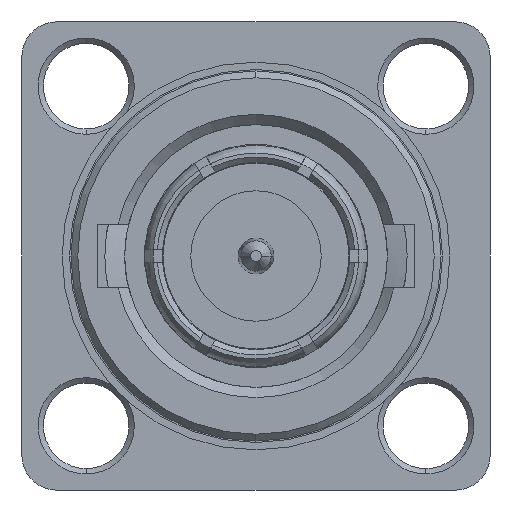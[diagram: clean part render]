
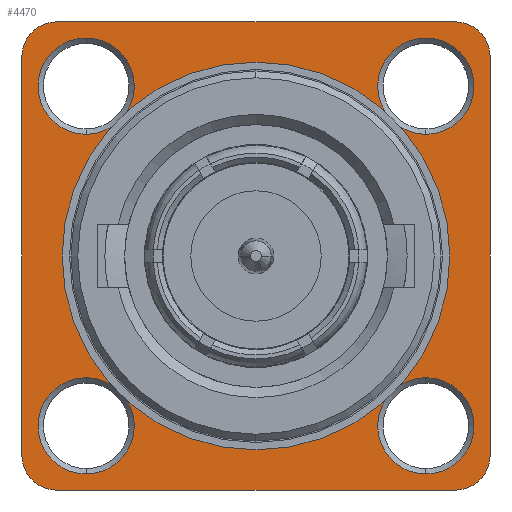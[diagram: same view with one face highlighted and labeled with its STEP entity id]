
A CAD part, left-side view. The second image highlights one B-rep face of the part: STEP entity #4470.
In plain terms, the highlighted planar face has unit normal (-1, 0, 0).
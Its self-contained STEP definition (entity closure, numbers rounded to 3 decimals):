
#1522=CARTESIAN_POINT('',(17.512,7.48,7.48));
#1523=DIRECTION('',(-1.,0.,0.));
#1524=DIRECTION('',(0.,0.,1.));
#1525=AXIS2_PLACEMENT_3D('',#1522,#1523,#1524);
#1527=CARTESIAN_POINT('',(17.512,-7.48,7.48));
#1528=DIRECTION('',(-1.,0.,0.));
#1529=DIRECTION('',(0.,-1.,0.));
#1530=AXIS2_PLACEMENT_3D('',#1527,#1528,#1529);
#1532=CARTESIAN_POINT('',(17.512,-7.48,-7.48));
#1533=DIRECTION('',(-1.,0.,0.));
#1534=DIRECTION('',(0.,0.,-1.));
#1535=AXIS2_PLACEMENT_3D('',#1532,#1533,#1534);
#1537=CARTESIAN_POINT('',(17.512,7.48,-7.48));
#1538=DIRECTION('',(-1.,0.,0.));
#1539=DIRECTION('',(0.,1.,0.));
#1540=AXIS2_PLACEMENT_3D('',#1537,#1538,#1539);
#1542=CARTESIAN_POINT('',(17.512,0.,0.));
#1543=DIRECTION('',(-1.,0.,0.));
#1544=DIRECTION('',(0.,-0.707,0.707));
#1545=AXIS2_PLACEMENT_3D('',#1542,#1543,#1544);
#1547=CARTESIAN_POINT('',(17.512,0.,0.));
#1548=DIRECTION('',(1.,0.,0.));
#1549=DIRECTION('',(0.,-0.707,0.707));
#1550=AXIS2_PLACEMENT_3D('',#1547,#1548,#1549);
#1552=CARTESIAN_POINT('',(17.512,6.35,6.35));
#1553=DIRECTION('',(1.,0.,0.));
#1554=DIRECTION('',(0.,0.,-1.));
#1555=AXIS2_PLACEMENT_3D('',#1552,#1553,#1554);
#1557=CARTESIAN_POINT('',(17.512,6.35,6.35));
#1558=DIRECTION('',(1.,0.,0.));
#1559=DIRECTION('',(0.,0.,1.));
#1560=AXIS2_PLACEMENT_3D('',#1557,#1558,#1559);
#1562=CARTESIAN_POINT('',(17.512,6.35,-6.35));
#1563=DIRECTION('',(1.,0.,0.));
#1564=DIRECTION('',(0.,0.,-1.));
#1565=AXIS2_PLACEMENT_3D('',#1562,#1563,#1564);
#1567=CARTESIAN_POINT('',(17.512,6.35,-6.35));
#1568=DIRECTION('',(1.,0.,0.));
#1569=DIRECTION('',(0.,0.,1.));
#1570=AXIS2_PLACEMENT_3D('',#1567,#1568,#1569);
#1572=CARTESIAN_POINT('',(17.512,-6.35,6.35));
#1573=DIRECTION('',(1.,0.,0.));
#1574=DIRECTION('',(0.,0.,-1.));
#1575=AXIS2_PLACEMENT_3D('',#1572,#1573,#1574);
#1577=CARTESIAN_POINT('',(17.512,-6.35,6.35));
#1578=DIRECTION('',(1.,0.,0.));
#1579=DIRECTION('',(0.,0.,1.));
#1580=AXIS2_PLACEMENT_3D('',#1577,#1578,#1579);
#1582=CARTESIAN_POINT('',(17.512,-6.35,-6.35));
#1583=DIRECTION('',(1.,0.,0.));
#1584=DIRECTION('',(0.,0.,-1.));
#1585=AXIS2_PLACEMENT_3D('',#1582,#1583,#1584);
#1587=CARTESIAN_POINT('',(17.512,-6.35,-6.35));
#1588=DIRECTION('',(1.,0.,0.));
#1589=DIRECTION('',(0.,0.,1.));
#1590=AXIS2_PLACEMENT_3D('',#1587,#1588,#1589);
#1596=DIRECTION('',(0.,0.,1.));
#1597=VECTOR('',#1596,14.96);
#1598=CARTESIAN_POINT('',(17.512,8.75,-7.48));
#1599=LINE('',#1598,#1597);
#1608=DIRECTION('',(0.,1.,0.));
#1609=VECTOR('',#1608,14.96);
#1610=CARTESIAN_POINT('',(17.512,-7.48,-8.75));
#1611=LINE('',#1610,#1609);
#1620=DIRECTION('',(0.,0.,-1.));
#1621=VECTOR('',#1620,14.96);
#1622=CARTESIAN_POINT('',(17.512,-8.75,7.48));
#1623=LINE('',#1622,#1621);
#1636=DIRECTION('',(0.,-1.,0.));
#1637=VECTOR('',#1636,14.96);
#1638=CARTESIAN_POINT('',(17.512,7.48,8.75));
#1639=LINE('',#1638,#1637);
#2227=CARTESIAN_POINT('',(17.512,-3.359,3.359));
#2228=CARTESIAN_POINT('',(17.512,3.359,-3.359));
#2229=VERTEX_POINT('',#2227);
#2230=VERTEX_POINT('',#2228);
#2247=CARTESIAN_POINT('',(17.512,7.48,8.75));
#2248=CARTESIAN_POINT('',(17.512,8.75,7.48));
#2249=VERTEX_POINT('',#2247);
#2250=VERTEX_POINT('',#2248);
#2255=CARTESIAN_POINT('',(17.512,8.75,-7.48));
#2256=CARTESIAN_POINT('',(17.512,7.48,-8.75));
#2257=VERTEX_POINT('',#2255);
#2258=VERTEX_POINT('',#2256);
#2263=CARTESIAN_POINT('',(17.512,-7.48,-8.75));
#2264=CARTESIAN_POINT('',(17.512,-8.75,-7.48));
#2265=VERTEX_POINT('',#2263);
#2266=VERTEX_POINT('',#2264);
#2271=CARTESIAN_POINT('',(17.512,-8.75,7.48));
#2272=CARTESIAN_POINT('',(17.512,-7.48,8.75));
#2273=VERTEX_POINT('',#2271);
#2274=VERTEX_POINT('',#2272);
#2439=CARTESIAN_POINT('',(17.512,6.35,4.55));
#2440=CARTESIAN_POINT('',(17.512,6.35,8.15));
#2441=VERTEX_POINT('',#2439);
#2442=VERTEX_POINT('',#2440);
#2455=CARTESIAN_POINT('',(17.512,6.35,-8.15));
#2456=CARTESIAN_POINT('',(17.512,6.35,-4.55));
#2457=VERTEX_POINT('',#2455);
#2458=VERTEX_POINT('',#2456);
#2475=CARTESIAN_POINT('',(17.512,-6.35,4.55));
#2476=CARTESIAN_POINT('',(17.512,-6.35,8.15));
#2477=VERTEX_POINT('',#2475);
#2478=VERTEX_POINT('',#2476);
#2487=CARTESIAN_POINT('',(17.512,-6.35,-8.15));
#2488=CARTESIAN_POINT('',(17.512,-6.35,-4.55));
#2489=VERTEX_POINT('',#2487);
#2490=VERTEX_POINT('',#2488);
#4419=CARTESIAN_POINT('',(17.512,0.,0.));
#4420=DIRECTION('',(-1.,0.,0.));
#4421=DIRECTION('',(0.,-0.707,0.707));
#4422=AXIS2_PLACEMENT_3D('',#4419,#4420,#4421);
#4423=PLANE('',#4422);
#4425=ORIENTED_EDGE('',*,*,#4424,.F.);
#4427=ORIENTED_EDGE('',*,*,#4426,.T.);
#4429=ORIENTED_EDGE('',*,*,#4428,.F.);
#4431=ORIENTED_EDGE('',*,*,#4430,.T.);
#4433=ORIENTED_EDGE('',*,*,#4432,.F.);
#4435=ORIENTED_EDGE('',*,*,#4434,.T.);
#4437=ORIENTED_EDGE('',*,*,#4436,.F.);
#4439=ORIENTED_EDGE('',*,*,#4438,.T.);
#4440=EDGE_LOOP('',(#4425,#4427,#4429,#4431,#4433,#4435,#4437,#4439));
#4441=FACE_OUTER_BOUND('',#4440,.F.);
#4442=ORIENTED_EDGE('',*,*,#4399,.T.);
#4443=ORIENTED_EDGE('',*,*,#4413,.F.);
#4444=EDGE_LOOP('',(#4442,#4443));
#4445=FACE_BOUND('',#4444,.F.);
#4447=ORIENTED_EDGE('',*,*,#4446,.F.);
#4449=ORIENTED_EDGE('',*,*,#4448,.F.);
#4450=EDGE_LOOP('',(#4447,#4449));
#4451=FACE_BOUND('',#4450,.F.);
#4453=ORIENTED_EDGE('',*,*,#4452,.F.);
#4455=ORIENTED_EDGE('',*,*,#4454,.F.);
#4456=EDGE_LOOP('',(#4453,#4455));
#4457=FACE_BOUND('',#4456,.F.);
#4459=ORIENTED_EDGE('',*,*,#4458,.F.);
#4461=ORIENTED_EDGE('',*,*,#4460,.F.);
#4462=EDGE_LOOP('',(#4459,#4461));
#4463=FACE_BOUND('',#4462,.F.);
#4465=ORIENTED_EDGE('',*,*,#4464,.F.);
#4467=ORIENTED_EDGE('',*,*,#4466,.F.);
#4468=EDGE_LOOP('',(#4465,#4467));
#4469=FACE_BOUND('',#4468,.F.);
#4470=ADVANCED_FACE('',(#4441,#4445,#4451,#4457,#4463,#4469),#4423,.T.);
#1526=CIRCLE('',#1525,1.27);
#1531=CIRCLE('',#1530,1.27);
#1536=CIRCLE('',#1535,1.27);
#1541=CIRCLE('',#1540,1.27);
#1546=CIRCLE('',#1545,4.75);
#1551=CIRCLE('',#1550,4.75);
#1556=CIRCLE('',#1555,1.8);
#1561=CIRCLE('',#1560,1.8);
#1566=CIRCLE('',#1565,1.8);
#1571=CIRCLE('',#1570,1.8);
#1576=CIRCLE('',#1575,1.8);
#1581=CIRCLE('',#1580,1.8);
#1586=CIRCLE('',#1585,1.8);
#1591=CIRCLE('',#1590,1.8);
#4399=EDGE_CURVE('',#2229,#2230,#1546,.T.);
#4413=EDGE_CURVE('',#2229,#2230,#1551,.T.);
#4424=EDGE_CURVE('',#2249,#2250,#1526,.T.);
#4426=EDGE_CURVE('',#2249,#2274,#1639,.T.);
#4428=EDGE_CURVE('',#2273,#2274,#1531,.T.);
#4430=EDGE_CURVE('',#2273,#2266,#1623,.T.);
#4432=EDGE_CURVE('',#2265,#2266,#1536,.T.);
#4434=EDGE_CURVE('',#2265,#2258,#1611,.T.);
#4436=EDGE_CURVE('',#2257,#2258,#1541,.T.);
#4438=EDGE_CURVE('',#2257,#2250,#1599,.T.);
#4446=EDGE_CURVE('',#2441,#2442,#1556,.T.);
#4448=EDGE_CURVE('',#2442,#2441,#1561,.T.);
#4452=EDGE_CURVE('',#2457,#2458,#1566,.T.);
#4454=EDGE_CURVE('',#2458,#2457,#1571,.T.);
#4458=EDGE_CURVE('',#2477,#2478,#1576,.T.);
#4460=EDGE_CURVE('',#2478,#2477,#1581,.T.);
#4464=EDGE_CURVE('',#2489,#2490,#1586,.T.);
#4466=EDGE_CURVE('',#2490,#2489,#1591,.T.);
